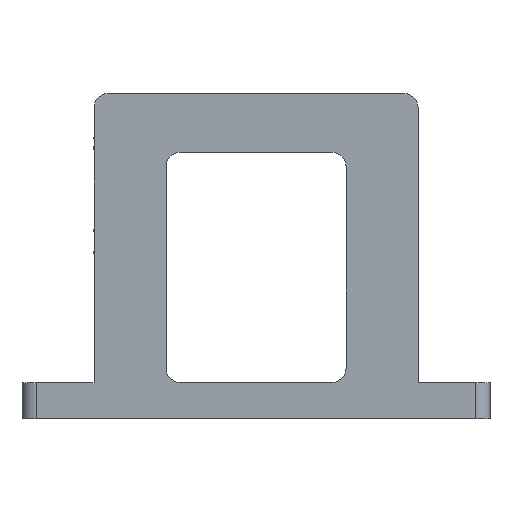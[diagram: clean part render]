
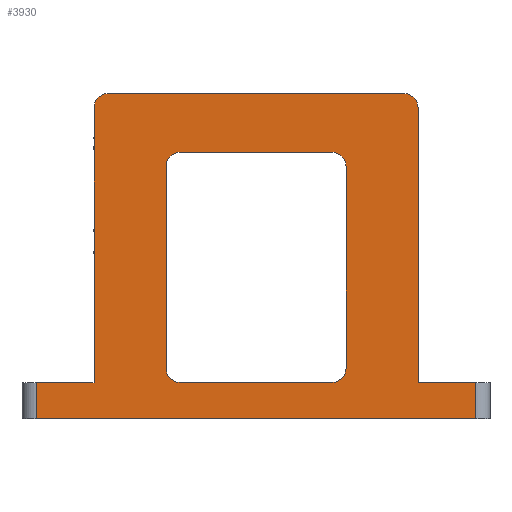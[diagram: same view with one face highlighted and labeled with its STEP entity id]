
A CAD part, front view. The second image highlights one B-rep face of the part: STEP entity #3930.
In plain terms, the highlighted planar face has unit normal (0, -1, 0).
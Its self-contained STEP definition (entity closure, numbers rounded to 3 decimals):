
#25 = CARTESIAN_POINT ( 'NONE',  ( 35., 0., 45.175 ) ) ;
#42 = LINE ( 'NONE', #4429, #7705 ) ;
#129 = VERTEX_POINT ( 'NONE', #7859 ) ;
#138 = VECTOR ( 'NONE', #6065, 1000. ) ;
#203 = LINE ( 'NONE', #858, #6751 ) ;
#207 = AXIS2_PLACEMENT_3D ( 'NONE', #1005, #3527, #4341 ) ;
#273 = EDGE_CURVE ( 'NONE', #129, #5203, #1652, .T. ) ;
#325 = CARTESIAN_POINT ( 'NONE',  ( 25., 0., 35. ) ) ;
#331 = VERTEX_POINT ( 'NONE', #2441 ) ;
#402 = VERTEX_POINT ( 'NONE', #486 ) ;
#482 = DIRECTION ( 'NONE',  ( 0., -1., 0. ) ) ;
#486 = CARTESIAN_POINT ( 'NONE',  ( 23., 0., 5. ) ) ;
#521 = VERTEX_POINT ( 'NONE', #5471 ) ;
#559 = LINE ( 'NONE', #3580, #2146 ) ;
#563 = CARTESIAN_POINT ( 'NONE',  ( -18., 0., 5. ) ) ;
#764 = CARTESIAN_POINT ( 'NONE',  ( -10., 0., 5. ) ) ;
#847 = EDGE_CURVE ( 'NONE', #521, #402, #4267, .T. ) ;
#858 = CARTESIAN_POINT ( 'NONE',  ( -18., 0., 0. ) ) ;
#903 = VECTOR ( 'NONE', #5188, 1000. ) ;
#944 = DIRECTION ( 'NONE',  ( 0., 0., -1. ) ) ;
#1000 = EDGE_LOOP ( 'NONE', ( #1248, #1350, #4396, #3736, #1538, #3474, #1166, #2041, #2714, #6710 ) ) ;
#1005 = CARTESIAN_POINT ( 'NONE',  ( -8., 0., 43.175 ) ) ;
#1124 = DIRECTION ( 'NONE',  ( 1., 0., 0. ) ) ;
#1136 = EDGE_CURVE ( 'NONE', #6873, #5739, #1432, .T. ) ;
#1166 = ORIENTED_EDGE ( 'NONE', *, *, #7893, .T. ) ;
#1248 = ORIENTED_EDGE ( 'NONE', *, *, #4815, .F. ) ;
#1268 = DIRECTION ( 'NONE',  ( 0., 0., -1. ) ) ;
#1339 = VECTOR ( 'NONE', #7270, 1000. ) ;
#1342 = CARTESIAN_POINT ( 'NONE',  ( -10., 0., 43.175 ) ) ;
#1344 = VECTOR ( 'NONE', #1268, 1000. ) ;
#1350 = ORIENTED_EDGE ( 'NONE', *, *, #4470, .T. ) ;
#1373 = DIRECTION ( 'NONE',  ( 0., 1., 0. ) ) ;
#1388 = VERTEX_POINT ( 'NONE', #563 ) ;
#1432 = LINE ( 'NONE', #7233, #2458 ) ;
#1520 = FACE_OUTER_BOUND ( 'NONE', #1000, .T. ) ;
#1538 = ORIENTED_EDGE ( 'NONE', *, *, #2881, .T. ) ;
#1597 = DIRECTION ( 'NONE',  ( 0., 0., -1. ) ) ;
#1649 = VECTOR ( 'NONE', #1124, 1000. ) ;
#1652 = LINE ( 'NONE', #4174, #7722 ) ;
#1663 = CIRCLE ( 'NONE', #207, 2. ) ;
#1717 = CARTESIAN_POINT ( 'NONE',  ( 43., 0., 5. ) ) ;
#1786 = ORIENTED_EDGE ( 'NONE', *, *, #847, .F. ) ;
#1867 = EDGE_CURVE ( 'NONE', #7952, #6873, #1663, .T. ) ;
#2041 = ORIENTED_EDGE ( 'NONE', *, *, #2916, .T. ) ;
#2128 = AXIS2_PLACEMENT_3D ( 'NONE', #4657, #2183, #6658 ) ;
#2145 = VERTEX_POINT ( 'NONE', #4166 ) ;
#2146 = VECTOR ( 'NONE', #6104, 1000. ) ;
#2183 = DIRECTION ( 'NONE',  ( 0., 1., 0. ) ) ;
#2263 = CIRCLE ( 'NONE', #2128, 2. ) ;
#2278 = FACE_BOUND ( 'NONE', #3006, .T. ) ;
#2294 = CIRCLE ( 'NONE', #5730, 2. ) ;
#2386 = LINE ( 'NONE', #1717, #7767 ) ;
#2417 = VERTEX_POINT ( 'NONE', #2564 ) ;
#2441 = CARTESIAN_POINT ( 'NONE',  ( -18., 0., 0. ) ) ;
#2458 = VECTOR ( 'NONE', #1597, 1000. ) ;
#2517 = CARTESIAN_POINT ( 'NONE',  ( 33., 0., 43.175 ) ) ;
#2531 = LINE ( 'NONE', #3190, #6172 ) ;
#2564 = CARTESIAN_POINT ( 'NONE',  ( 2., 0., 37. ) ) ;
#2575 = VERTEX_POINT ( 'NONE', #7684 ) ;
#2714 = ORIENTED_EDGE ( 'NONE', *, *, #1867, .T. ) ;
#2784 = CIRCLE ( 'NONE', #5698, 2. ) ;
#2847 = CARTESIAN_POINT ( 'NONE',  ( 25., 0., 0. ) ) ;
#2881 = EDGE_CURVE ( 'NONE', #2891, #2914, #559, .T. ) ;
#2891 = VERTEX_POINT ( 'NONE', #4864 ) ;
#2914 = VERTEX_POINT ( 'NONE', #7675 ) ;
#2916 = EDGE_CURVE ( 'NONE', #6875, #7952, #6272, .T. ) ;
#3006 = EDGE_LOOP ( 'NONE', ( #1786, #5679, #3023, #7382, #6318, #4559, #3255, #5461 ) ) ;
#3023 = ORIENTED_EDGE ( 'NONE', *, *, #273, .F. ) ;
#3190 = CARTESIAN_POINT ( 'NONE',  ( 25., 0., 5. ) ) ;
#3220 = DIRECTION ( 'NONE',  ( 0., 0., 1. ) ) ;
#3248 = CARTESIAN_POINT ( 'NONE',  ( 33., 0., 45.175 ) ) ;
#3255 = ORIENTED_EDGE ( 'NONE', *, *, #3537, .F. ) ;
#3346 = CARTESIAN_POINT ( 'NONE',  ( 2., 0., 7. ) ) ;
#3384 = DIRECTION ( 'NONE',  ( 0., 1., 0. ) ) ;
#3474 = ORIENTED_EDGE ( 'NONE', *, *, #5956, .F. ) ;
#3527 = DIRECTION ( 'NONE',  ( 0., -1., 0. ) ) ;
#3537 = EDGE_CURVE ( 'NONE', #2575, #7801, #2531, .T. ) ;
#3580 = CARTESIAN_POINT ( 'NONE',  ( 35., 0., 5. ) ) ;
#3707 = AXIS2_PLACEMENT_3D ( 'NONE', #6363, #7575, #3220 ) ;
#3736 = ORIENTED_EDGE ( 'NONE', *, *, #3826, .T. ) ;
#3826 = EDGE_CURVE ( 'NONE', #5615, #2891, #2386, .T. ) ;
#3930 = ADVANCED_FACE ( 'NONE', ( #2278, #1520 ), #4039, .F. ) ;
#4039 = PLANE ( 'NONE',  #7939 ) ;
#4079 = EDGE_CURVE ( 'NONE', #2575, #402, #6083, .T. ) ;
#4166 = CARTESIAN_POINT ( 'NONE',  ( 35., 0., 43.175 ) ) ;
#4174 = CARTESIAN_POINT ( 'NONE',  ( 0., 0., 5. ) ) ;
#4267 = LINE ( 'NONE', #7957, #1649 ) ;
#4327 = DIRECTION ( 'NONE',  ( 0., 0., 1. ) ) ;
#4341 = DIRECTION ( 'NONE',  ( 0., 0., 1. ) ) ;
#4396 = ORIENTED_EDGE ( 'NONE', *, *, #7489, .F. ) ;
#4429 = CARTESIAN_POINT ( 'NONE',  ( 25., 0., 0. ) ) ;
#4470 = EDGE_CURVE ( 'NONE', #1388, #331, #203, .T. ) ;
#4559 = ORIENTED_EDGE ( 'NONE', *, *, #5640, .T. ) ;
#4657 = CARTESIAN_POINT ( 'NONE',  ( 2., 0., 35. ) ) ;
#4669 = DIRECTION ( 'NONE',  ( 0., 0., 1. ) ) ;
#4675 = VERTEX_POINT ( 'NONE', #5530 ) ;
#4677 = DIRECTION ( 'NONE',  ( 0., 0., 1. ) ) ;
#4800 = DIRECTION ( 'NONE',  ( 0., 0., 1. ) ) ;
#4815 = EDGE_CURVE ( 'NONE', #1388, #5739, #6609, .T. ) ;
#4864 = CARTESIAN_POINT ( 'NONE',  ( 43., 0., 5. ) ) ;
#4901 = EDGE_CURVE ( 'NONE', #4675, #2417, #6028, .T. ) ;
#4911 = EDGE_CURVE ( 'NONE', #129, #2417, #2263, .T. ) ;
#5087 = DIRECTION ( 'NONE',  ( -1., 0., 0. ) ) ;
#5188 = DIRECTION ( 'NONE',  ( -1., 0., 0. ) ) ;
#5203 = VERTEX_POINT ( 'NONE', #6634 ) ;
#5215 = CARTESIAN_POINT ( 'NONE',  ( 23., 0., 7. ) ) ;
#5388 = EDGE_CURVE ( 'NONE', #521, #5203, #2784, .T. ) ;
#5461 = ORIENTED_EDGE ( 'NONE', *, *, #4079, .T. ) ;
#5471 = CARTESIAN_POINT ( 'NONE',  ( 2., 0., 5. ) ) ;
#5530 = CARTESIAN_POINT ( 'NONE',  ( 23., 0., 37. ) ) ;
#5615 = VERTEX_POINT ( 'NONE', #6869 ) ;
#5631 = DIRECTION ( 'NONE',  ( 0., 0., 1. ) ) ;
#5640 = EDGE_CURVE ( 'NONE', #4675, #7801, #7283, .T. ) ;
#5679 = ORIENTED_EDGE ( 'NONE', *, *, #5388, .T. ) ;
#5698 = AXIS2_PLACEMENT_3D ( 'NONE', #3346, #7158, #4669 ) ;
#5730 = AXIS2_PLACEMENT_3D ( 'NONE', #2517, #482, #6784 ) ;
#5739 = VERTEX_POINT ( 'NONE', #764 ) ;
#5943 = CARTESIAN_POINT ( 'NONE',  ( 0., 0., 37. ) ) ;
#5956 = EDGE_CURVE ( 'NONE', #2145, #2914, #6985, .T. ) ;
#6028 = LINE ( 'NONE', #5943, #1339 ) ;
#6065 = DIRECTION ( 'NONE',  ( 1., 0., 0. ) ) ;
#6083 = CIRCLE ( 'NONE', #7548, 2. ) ;
#6104 = DIRECTION ( 'NONE',  ( -1., 0., 0. ) ) ;
#6172 = VECTOR ( 'NONE', #5631, 1000. ) ;
#6272 = LINE ( 'NONE', #7561, #903 ) ;
#6318 = ORIENTED_EDGE ( 'NONE', *, *, #4901, .F. ) ;
#6363 = CARTESIAN_POINT ( 'NONE',  ( 23., 0., 35. ) ) ;
#6580 = DIRECTION ( 'NONE',  ( 0., 0., -1. ) ) ;
#6609 = LINE ( 'NONE', #7891, #138 ) ;
#6634 = CARTESIAN_POINT ( 'NONE',  ( 0., 0., 7. ) ) ;
#6658 = DIRECTION ( 'NONE',  ( 0., 0., 1. ) ) ;
#6710 = ORIENTED_EDGE ( 'NONE', *, *, #1136, .T. ) ;
#6751 = VECTOR ( 'NONE', #6580, 1000. ) ;
#6784 = DIRECTION ( 'NONE',  ( 0., 0., 1. ) ) ;
#6869 = CARTESIAN_POINT ( 'NONE',  ( 43., 0., 0. ) ) ;
#6873 = VERTEX_POINT ( 'NONE', #1342 ) ;
#6875 = VERTEX_POINT ( 'NONE', #3248 ) ;
#6985 = LINE ( 'NONE', #25, #1344 ) ;
#7143 = CARTESIAN_POINT ( 'NONE',  ( -8., 0., 45.175 ) ) ;
#7158 = DIRECTION ( 'NONE',  ( 0., 1., 0. ) ) ;
#7233 = CARTESIAN_POINT ( 'NONE',  ( -10., 0., 45.175 ) ) ;
#7270 = DIRECTION ( 'NONE',  ( -1., 0., 0. ) ) ;
#7283 = CIRCLE ( 'NONE', #3707, 2. ) ;
#7382 = ORIENTED_EDGE ( 'NONE', *, *, #4911, .T. ) ;
#7489 = EDGE_CURVE ( 'NONE', #5615, #331, #42, .T. ) ;
#7548 = AXIS2_PLACEMENT_3D ( 'NONE', #5215, #1373, #4677 ) ;
#7561 = CARTESIAN_POINT ( 'NONE',  ( 25., 0., 45.175 ) ) ;
#7575 = DIRECTION ( 'NONE',  ( 0., 1., 0. ) ) ;
#7675 = CARTESIAN_POINT ( 'NONE',  ( 35., 0., 5. ) ) ;
#7684 = CARTESIAN_POINT ( 'NONE',  ( 25., 0., 7. ) ) ;
#7705 = VECTOR ( 'NONE', #5087, 1000. ) ;
#7722 = VECTOR ( 'NONE', #944, 1000. ) ;
#7767 = VECTOR ( 'NONE', #4327, 1000. ) ;
#7801 = VERTEX_POINT ( 'NONE', #325 ) ;
#7859 = CARTESIAN_POINT ( 'NONE',  ( 0., 0., 35. ) ) ;
#7891 = CARTESIAN_POINT ( 'NONE',  ( -10., 0., 5. ) ) ;
#7893 = EDGE_CURVE ( 'NONE', #2145, #6875, #2294, .T. ) ;
#7939 = AXIS2_PLACEMENT_3D ( 'NONE', #2847, #3384, #4800 ) ;
#7952 = VERTEX_POINT ( 'NONE', #7143 ) ;
#7957 = CARTESIAN_POINT ( 'NONE',  ( 0., 0., 5. ) ) ;
